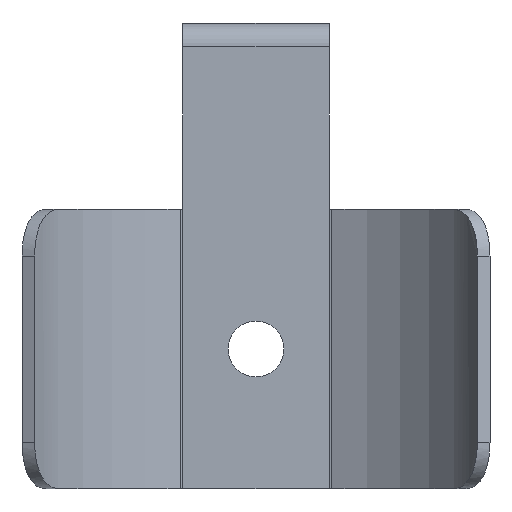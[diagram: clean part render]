
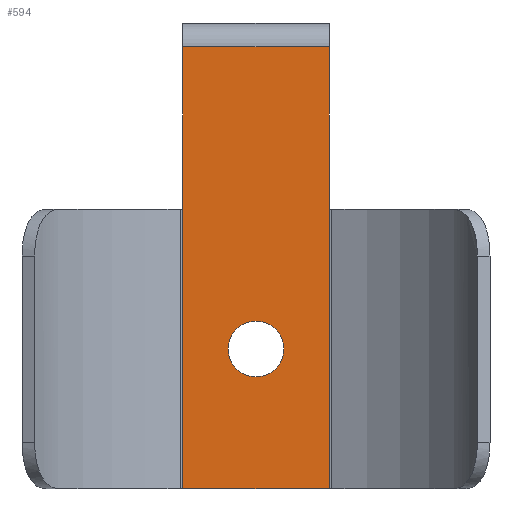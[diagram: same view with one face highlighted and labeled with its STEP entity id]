
A CAD part, front view. The second image highlights one B-rep face of the part: STEP entity #594.
In plain terms, the highlighted planar face has unit normal (0, -1, 0).
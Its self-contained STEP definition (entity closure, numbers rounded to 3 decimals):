
#586 = ORIENTED_EDGE ( 'NONE', *, *, #678, .F. ) ;
#587 = EDGE_CURVE ( 'NONE', #702, #699, #1280, .T. ) ;
#593 = EDGE_CURVE ( 'NONE', #692, #695, #1281, .T. ) ;
#594 = ADVANCED_FACE ( 'NONE', ( #1153, #1310 ), #1150, .T. ) ;
#595 = EDGE_CURVE ( 'NONE', #701, #702, #1145, .T. ) ;
#596 = ORIENTED_EDGE ( 'NONE', *, *, #693, .F. ) ;
#597 = EDGE_CURVE ( 'NONE', #698, #691, #1141, .T. ) ;
#657 = ORIENTED_EDGE ( 'NONE', *, *, #593, .F. ) ;
#676 = ORIENTED_EDGE ( 'NONE', *, *, #587, .F. ) ;
#677 = ORIENTED_EDGE ( 'NONE', *, *, #597, .T. ) ;
#678 = EDGE_CURVE ( 'NONE', #699, #691, #1405, .T. ) ;
#679 = EDGE_CURVE ( 'NONE', #687, #698, #1459, .T. ) ;
#681 = ORIENTED_EDGE ( 'NONE', *, *, #679, .T. ) ;
#685 = EDGE_LOOP ( 'NONE', ( #596, #657 ) ) ;
#687 = VERTEX_POINT ( 'NONE', #1456 ) ;
#688 = ORIENTED_EDGE ( 'NONE', *, *, #694, .T. ) ;
#691 = VERTEX_POINT ( 'NONE', #1450 ) ;
#692 = VERTEX_POINT ( 'NONE', #1403 ) ;
#693 = EDGE_CURVE ( 'NONE', #695, #692, #1448, .T. ) ;
#694 = EDGE_CURVE ( 'NONE', #701, #687, #1437, .T. ) ;
#695 = VERTEX_POINT ( 'NONE', #1439 ) ;
#696 = ORIENTED_EDGE ( 'NONE', *, *, #595, .F. ) ;
#698 = VERTEX_POINT ( 'NONE', #1447 ) ;
#699 = VERTEX_POINT ( 'NONE', #1446 ) ;
#701 = VERTEX_POINT ( 'NONE', #1434 ) ;
#702 = VERTEX_POINT ( 'NONE', #1433 ) ;
#703 = EDGE_LOOP ( 'NONE', ( #696, #688, #681, #677, #586, #676 ) ) ;
#1139 = VECTOR ( 'NONE', #1174, 1000. ) ;
#1140 = CARTESIAN_POINT ( 'NONE',  ( -15.692, 50., 60. ) ) ;
#1141 = LINE ( 'NONE', #1140, #1139 ) ;
#1143 = DIRECTION ( 'NONE',  ( 0., 0., -1. ) ) ;
#1144 = VECTOR ( 'NONE', #1143, 1000. ) ;
#1145 = LINE ( 'NONE', #1151, #1144 ) ;
#1146 = DIRECTION ( 'NONE',  ( 0., 0., -1. ) ) ;
#1147 = DIRECTION ( 'NONE',  ( 0., -1., 0. ) ) ;
#1148 = CARTESIAN_POINT ( 'NONE',  ( -16.008, 50., 60. ) ) ;
#1149 = AXIS2_PLACEMENT_3D ( 'NONE', #1148, #1147, #1146 ) ;
#1150 = PLANE ( 'NONE',  #1149 ) ;
#1151 = CARTESIAN_POINT ( 'NONE',  ( 15.692, 50., 100. ) ) ;
#1153 = FACE_BOUND ( 'NONE', #685, .T. ) ;
#1154 = DIRECTION ( 'NONE',  ( 0., 0., -1. ) ) ;
#1155 = DIRECTION ( 'NONE',  ( 0., -1., 0. ) ) ;
#1156 = CARTESIAN_POINT ( 'NONE',  ( 0., 50., 30. ) ) ;
#1174 = DIRECTION ( 'NONE',  ( 0., 0., -1. ) ) ;
#1280 = LINE ( 'NONE', #1317, #1313 ) ;
#1281 = CIRCLE ( 'NONE', #1299, 6. ) ;
#1299 = AXIS2_PLACEMENT_3D ( 'NONE', #1156, #1155, #1154 ) ;
#1310 = FACE_OUTER_BOUND ( 'NONE', #703, .T. ) ;
#1313 = VECTOR ( 'NONE', #1316, 1000. ) ;
#1316 = DIRECTION ( 'NONE',  ( 0., 0., -1. ) ) ;
#1317 = CARTESIAN_POINT ( 'NONE',  ( 15.692, 50., 60. ) ) ;
#1369 = DIRECTION ( 'NONE',  ( -1., 0., 0. ) ) ;
#1396 = DIRECTION ( 'NONE',  ( 0., 0., -1. ) ) ;
#1402 = CARTESIAN_POINT ( 'NONE',  ( -15.692, 50., 100. ) ) ;
#1403 = CARTESIAN_POINT ( 'NONE',  ( 0., 50., 24. ) ) ;
#1404 = VECTOR ( 'NONE', #1369, 1000. ) ;
#1405 = LINE ( 'NONE', #1408, #1404 ) ;
#1408 = CARTESIAN_POINT ( 'NONE',  ( -16.008, 50., 0. ) ) ;
#1433 = CARTESIAN_POINT ( 'NONE',  ( 15.692, 50., 60. ) ) ;
#1434 = CARTESIAN_POINT ( 'NONE',  ( 15.692, 50., 95. ) ) ;
#1435 = DIRECTION ( 'NONE',  ( -1., 0., 0. ) ) ;
#1436 = VECTOR ( 'NONE', #1435, 1000. ) ;
#1437 = LINE ( 'NONE', #1449, #1436 ) ;
#1439 = CARTESIAN_POINT ( 'NONE',  ( 0., 50., 36. ) ) ;
#1441 = DIRECTION ( 'NONE',  ( 0., 0., -1. ) ) ;
#1443 = DIRECTION ( 'NONE',  ( 0., -1., 0. ) ) ;
#1444 = CARTESIAN_POINT ( 'NONE',  ( 0., 50., 30. ) ) ;
#1445 = AXIS2_PLACEMENT_3D ( 'NONE', #1444, #1443, #1441 ) ;
#1446 = CARTESIAN_POINT ( 'NONE',  ( 15.692, 50., 0. ) ) ;
#1447 = CARTESIAN_POINT ( 'NONE',  ( -15.692, 50., 60. ) ) ;
#1448 = CIRCLE ( 'NONE', #1445, 6. ) ;
#1449 = CARTESIAN_POINT ( 'NONE',  ( 15.692, 50., 95. ) ) ;
#1450 = CARTESIAN_POINT ( 'NONE',  ( -15.692, 50., 0. ) ) ;
#1456 = CARTESIAN_POINT ( 'NONE',  ( -15.692, 50., 95. ) ) ;
#1458 = VECTOR ( 'NONE', #1396, 1000. ) ;
#1459 = LINE ( 'NONE', #1402, #1458 ) ;
